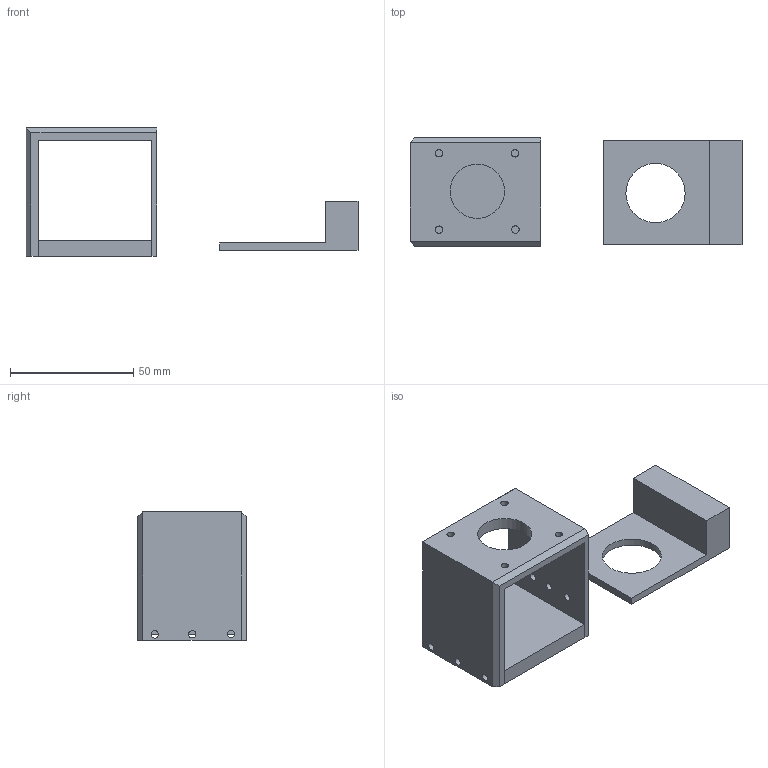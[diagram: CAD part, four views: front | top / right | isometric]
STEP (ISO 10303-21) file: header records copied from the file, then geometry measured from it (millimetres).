
FILE_DESCRIPTION(/* description */ (''),/* implementation_level */ '2;1');
FILE_NAME(/* name */ 'STEP MOTOR HOLDRS.step',/* time_stamp */ '2025-10-22T17:31:06+05:30',/* author */ (''),/* organization */ (''),/* preprocessor_version */ 'ST-DEVELOPER v20.1',/* originating_system */ 'Autodesk Translation Framework v14.17.0.0',/* authorisation */ '');
FILE_SCHEMA (('AUTOMOTIVE_DESIGN { 1 0 10303 214 3 1 1 }'));
Length unit declared in the file: millimetre
Products named in the file (1): 2025-10-22-17-29-03-219
Bounding box: 134.51 x 44 x 52 mm (x, y, z)
Volume: 50668.5 mm3; surface area: 27138.2 mm2
Topology: 3 solids, 3 shells, 48 faces, 124 edges, 82 vertices
Faces by surface type: plane 28, cylinder 20
Full cylindrical faces by diameter (mm): 3 x17, 4 x1, 22 x1, 24 x1
Entity records: 1590 total; most frequent: DIRECTION 262, CARTESIAN_POINT 255, ORIENTED_EDGE 248, EDGE_CURVE 124, AXIS2_PLACEMENT_3D 89, EDGE_LOOP 88, LINE 84, VECTOR 84
